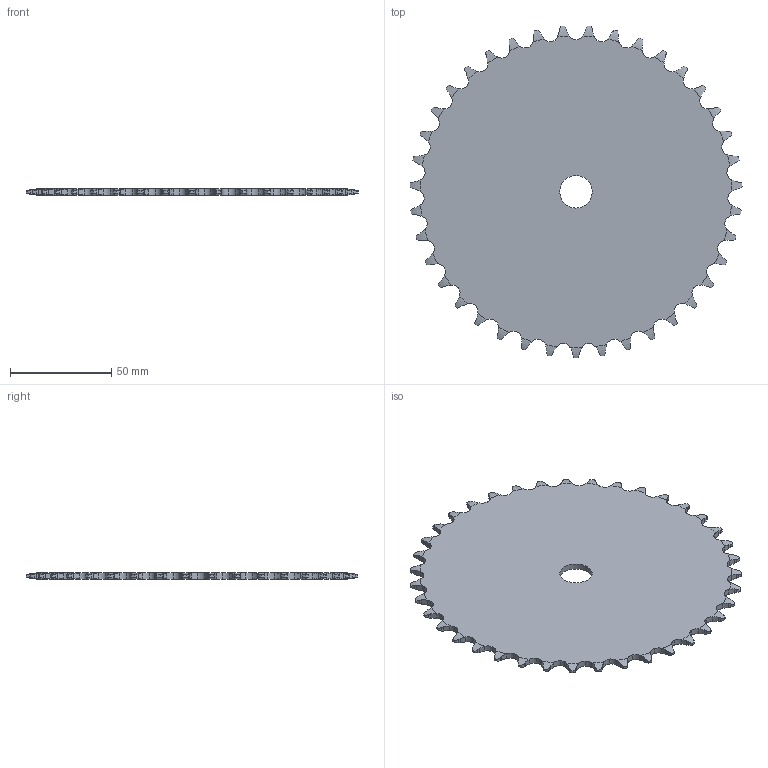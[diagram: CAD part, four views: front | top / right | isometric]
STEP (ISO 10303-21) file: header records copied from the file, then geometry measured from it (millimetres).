
FILE_DESCRIPTION(('FreeCAD Model'),'2;1');
FILE_NAME('Open CASCADE Shape Model','2022-02-12T11:02:57',('FreeCAD'),( 'FreeCAD'),'Open CASCADE STEP processor 7.4','FreeCAD','Unknown');
FILE_SCHEMA(('AUTOMOTIVE_DESIGN { 1 0 10303 214 1 1 1 1 }'));
Length unit declared in the file: millimetre
Products named in the file (1): Open CASCADE STEP translator 7.4 32
Bounding box: 163.73 x 163.6 x 3 mm (x, y, z)
Volume: 55892.5 mm3; surface area: 39673.6 mm2
Topology: 1 solids, 1 shells, 432 faces, 1290 edges, 860 vertices
Faces by surface type: cylinder 274, plane 80, torus 78
Full cylindrical faces by diameter (mm): 16 x1
Entity records: 38676 total; most frequent: CARTESIAN_POINT 16203, DIRECTION 3410, ORIENTED_EDGE 2580, PCURVE 2580, DEFINITIONAL_REPRESENTATION 2580, LINE 1756, VECTOR 1756, B_SPLINE_CURVE_WITH_KNOTS 1404
